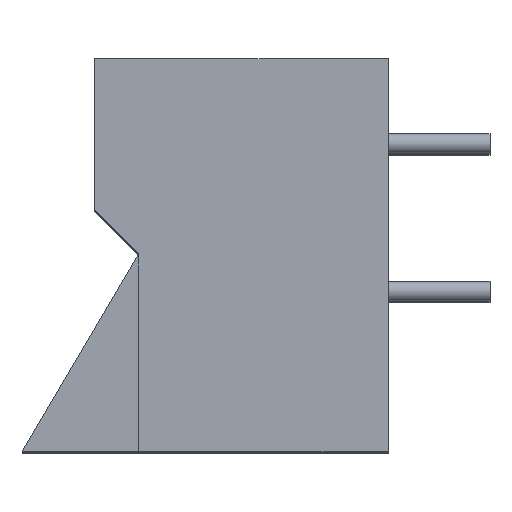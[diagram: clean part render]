
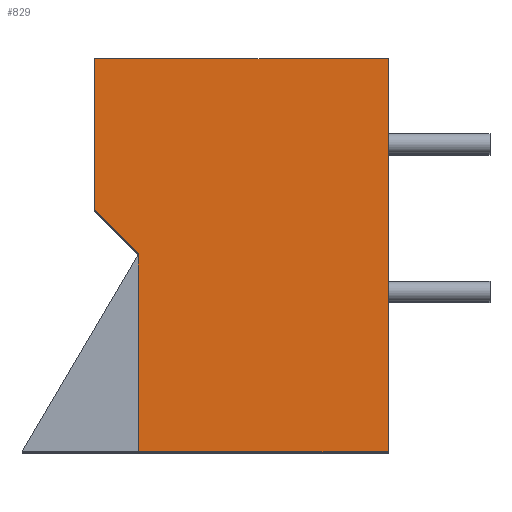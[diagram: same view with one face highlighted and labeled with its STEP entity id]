
A CAD part, top view. The second image highlights one B-rep face of the part: STEP entity #829.
In plain terms, the highlighted planar face has unit normal (0, 0, 1).
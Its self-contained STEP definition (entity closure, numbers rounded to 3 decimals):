
#829=ADVANCED_FACE('',(#1182),#1184,.T.);
#1182=FACE_BOUND('',#1183,.T.);
#1183=EDGE_LOOP('',(#1390,#1391,#1392,#1393,#1394,#1395));
#1184=PLANE('',#1185);
#1185=AXIS2_PLACEMENT_3D('',#1186,#1187,#1188);
#1186=CARTESIAN_POINT('',(0.,0.,0.));
#1187=DIRECTION('',(0.,0.,1.));
#1188=DIRECTION('',(1.,0.,0.));
#1390=ORIENTED_EDGE('',*,*,#1489,.T.);
#1391=ORIENTED_EDGE('',*,*,#1493,.T.);
#1392=ORIENTED_EDGE('',*,*,#1496,.T.);
#1393=ORIENTED_EDGE('',*,*,#1499,.T.);
#1394=ORIENTED_EDGE('',*,*,#1502,.T.);
#1395=ORIENTED_EDGE('',*,*,#1504,.T.);
#1489=EDGE_CURVE('',#1656,#1654,#1657,.T.);
#1493=EDGE_CURVE('',#1654,#1661,#1663,.T.);
#1496=EDGE_CURVE('',#1661,#1666,#1668,.T.);
#1499=EDGE_CURVE('',#1666,#1671,#1673,.T.);
#1502=EDGE_CURVE('',#1671,#1676,#1678,.T.);
#1504=EDGE_CURVE('',#1676,#1656,#1680,.T.);
#1654=VERTEX_POINT('',#2019);
#1656=VERTEX_POINT('',#2023);
#1657=LINE('',#2024,#2025);
#1661=VERTEX_POINT('',#2034);
#1663=LINE('',#2038,#2039);
#1666=VERTEX_POINT('',#2045);
#1668=LINE('',#2049,#2050);
#1671=VERTEX_POINT('',#2056);
#1673=LINE('',#2060,#2061);
#1676=VERTEX_POINT('',#2067);
#1678=LINE('',#2071,#2072);
#1680=LINE('',#2077,#2078);
#2019=CARTESIAN_POINT('',(10.1,0.,0.));
#2023=CARTESIAN_POINT('',(10.1,-13.513,0.));
#2024=CARTESIAN_POINT('',(10.1,-13.513,0.));
#2025=VECTOR('',#2026,1.);
#2026=DIRECTION('',(0.,1.,0.));
#2034=CARTESIAN_POINT('',(0.,0.,0.));
#2038=CARTESIAN_POINT('',(10.1,0.,0.));
#2039=VECTOR('',#2040,1.);
#2040=DIRECTION('',(-1.,0.,0.));
#2045=CARTESIAN_POINT('',(0.,-5.19,0.));
#2049=CARTESIAN_POINT('',(0.,0.,0.));
#2050=VECTOR('',#2051,1.);
#2051=DIRECTION('',(0.,-1.,0.));
#2056=CARTESIAN_POINT('',(1.5,-6.713,0.));
#2060=CARTESIAN_POINT('',(0.,-5.19,0.));
#2061=VECTOR('',#2062,1.);
#2062=DIRECTION('',(0.702,-0.712,0.));
#2067=CARTESIAN_POINT('',(1.5,-13.513,0.));
#2071=CARTESIAN_POINT('',(1.5,-6.713,0.));
#2072=VECTOR('',#2073,1.);
#2073=DIRECTION('',(0.,-1.,0.));
#2077=CARTESIAN_POINT('',(1.5,-13.513,0.));
#2078=VECTOR('',#2079,1.);
#2079=DIRECTION('',(1.,0.,0.));
